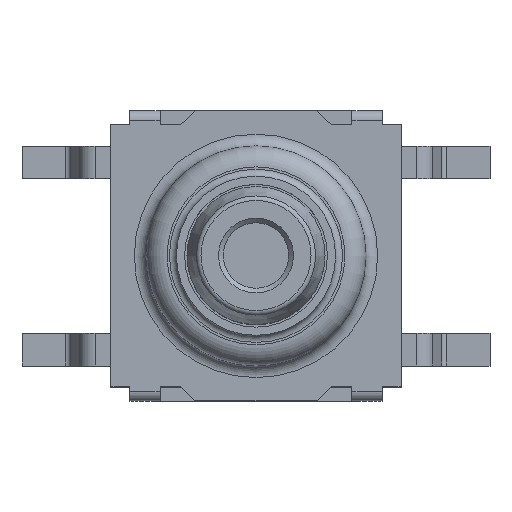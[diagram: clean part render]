
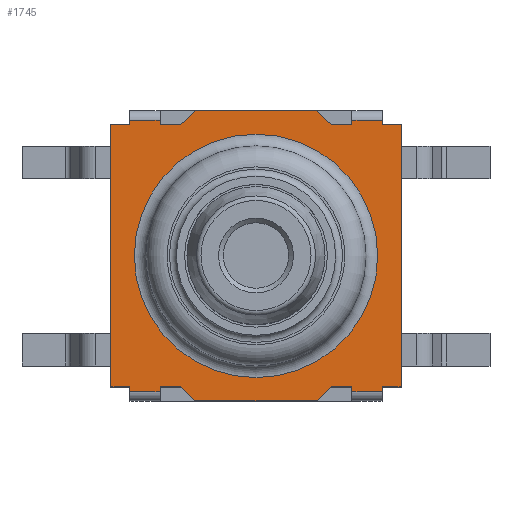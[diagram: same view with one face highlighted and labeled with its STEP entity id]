
A CAD part, top view. The second image highlights one B-rep face of the part: STEP entity #1745.
In plain terms, the highlighted planar face has unit normal (0, 0, 1).
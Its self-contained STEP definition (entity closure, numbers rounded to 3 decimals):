
#13=DIRECTION('',(0.,0.,1.));
#27=VECTOR('',#28,1.);
#28=DIRECTION('',(1.,0.,0.));
#56=VECTOR('',#57,1.);
#57=DIRECTION('',(1.,0.,0.));
#76=DIRECTION('',(0.,1.,0.));
#86=VECTOR('',#76,1.);
#92=VECTOR('',#93,1.);
#93=DIRECTION('',(-1.,0.,0.));
#97=VECTOR('',#98,1.);
#98=DIRECTION('',(0.,-1.,0.));
#229=VECTOR('',#230,1.);
#230=DIRECTION('',(0.,-1.,0.));
#245=DIRECTION('',(-1.,0.,0.));
#379=VECTOR('',#380,1.);
#380=DIRECTION('',(-1.,0.,0.));
#753=VECTOR('',#245,1.);
#825=VERTEX_POINT('',#826);
#826=CARTESIAN_POINT('',(-2.05,-2.8,2.9));
#828=ORIENTED_EDGE('',*,*,#829,.T.);
#829=EDGE_CURVE('',#825,#830,#832,.T.);
#830=VERTEX_POINT('',#831);
#831=CARTESIAN_POINT('',(-1.61,-2.8,2.9));
#832=LINE('',#833,#27);
#833=CARTESIAN_POINT('',(-3.1,-2.8,2.9));
#848=VECTOR('',#849,1.);
#849=DIRECTION('',(0.735,-0.678,0.));
#855=VECTOR('',#856,1.);
#856=DIRECTION('',(1.,0.,0.));
#860=VECTOR('',#861,1.);
#861=DIRECTION('',(0.735,0.678,0.));
#868=VERTEX_POINT('',#869);
#869=CARTESIAN_POINT('',(1.61,-2.8,2.9));
#871=ORIENTED_EDGE('',*,*,#872,.T.);
#872=EDGE_CURVE('',#868,#873,#832,.T.);
#873=VERTEX_POINT('',#874);
#874=CARTESIAN_POINT('',(2.05,-2.8,2.9));
#1337=VECTOR('',#1338,1.);
#1338=DIRECTION('',(0.,1.,0.));
#1353=DIRECTION('',(1.,0.,0.));
#1391=VERTEX_POINT('',#1392);
#1392=CARTESIAN_POINT('',(3.1,-2.8,2.9));
#1394=ORIENTED_EDGE('',*,*,#1395,.T.);
#1395=EDGE_CURVE('',#1391,#1396,#1398,.T.);
#1396=VERTEX_POINT('',#1397);
#1397=CARTESIAN_POINT('',(3.1,2.8,2.9));
#1398=LINE('',#1392,#86);
#1624=VERTEX_POINT('',#1625);
#1625=CARTESIAN_POINT('',(2.05,-2.9,2.9));
#1630=EDGE_CURVE('',#873,#1624,#1631,.T.);
#1631=LINE('',#874,#229);
#1658=VERTEX_POINT('',#1659);
#1659=CARTESIAN_POINT('',(-2.05,-2.9,2.9));
#1662=ORIENTED_EDGE('',*,*,#1663,.F.);
#1663=EDGE_CURVE('',#825,#1658,#1664,.T.);
#1664=LINE('',#826,#229);
#1675=VERTEX_POINT('',#1676);
#1676=CARTESIAN_POINT('',(-3.1,2.8,2.9));
#1678=ORIENTED_EDGE('',*,*,#1679,.T.);
#1679=EDGE_CURVE('',#1675,#1680,#1681,.T.);
#1680=VERTEX_POINT('',#833);
#1681=LINE('',#1676,#97);
#1697=VERTEX_POINT('',#1698);
#1698=CARTESIAN_POINT('',(-2.7,-2.8,2.9));
#1700=ORIENTED_EDGE('',*,*,#1701,.T.);
#1701=EDGE_CURVE('',#1697,#1702,#1704,.T.);
#1702=VERTEX_POINT('',#1703);
#1703=CARTESIAN_POINT('',(-2.7,-2.9,2.9));
#1704=LINE('',#1698,#229);
#1725=ORIENTED_EDGE('',*,*,#1726,.T.);
#1726=EDGE_CURVE('',#1680,#1697,#832,.T.);
#1732=ORIENTED_EDGE('',*,*,#1733,.T.);
#1733=EDGE_CURVE('',#830,#1734,#1736,.T.);
#1734=VERTEX_POINT('',#1735);
#1735=CARTESIAN_POINT('',(-1.285,-3.1,2.9));
#1736=LINE('',#831,#848);
#1745=ADVANCED_FACE('',(#1746,#1833),#1842,.T.);
#1746=FACE_BOUND('',#1747,.T.);
#1747=EDGE_LOOP('',(#1725,#1700,#1748,#1662,#828,#1732,#1751,#1756,#871,#1759,#1760,#1765,#1770,#1394,#1772,#1777,#1782,#1788,#1793,#1797,#1802,#1807,#1812,#1816,#1821,#1826,#1831,#1678));
#1748=ORIENTED_EDGE('',*,*,#1749,.F.);
#1749=EDGE_CURVE('',#1658,#1702,#1750,.T.);
#1750=LINE('',#1659,#753);
#1751=ORIENTED_EDGE('',*,*,#1752,.T.);
#1752=EDGE_CURVE('',#1734,#1753,#1755,.T.);
#1753=VERTEX_POINT('',#1754);
#1754=CARTESIAN_POINT('',(1.285,-3.1,2.9));
#1755=LINE('',#1735,#855);
#1756=ORIENTED_EDGE('',*,*,#1757,.T.);
#1757=EDGE_CURVE('',#1753,#868,#1758,.T.);
#1758=LINE('',#1754,#860);
#1759=ORIENTED_EDGE('',*,*,#1630,.T.);
#1760=ORIENTED_EDGE('',*,*,#1761,.T.);
#1761=EDGE_CURVE('',#1624,#1762,#1764,.T.);
#1762=VERTEX_POINT('',#1763);
#1763=CARTESIAN_POINT('',(2.7,-2.9,2.9));
#1764=LINE('',#1625,#56);
#1765=ORIENTED_EDGE('',*,*,#1766,.F.);
#1766=EDGE_CURVE('',#1767,#1762,#1769,.T.);
#1767=VERTEX_POINT('',#1768);
#1768=CARTESIAN_POINT('',(2.7,-2.8,2.9));
#1769=LINE('',#1768,#229);
#1770=ORIENTED_EDGE('',*,*,#1771,.T.);
#1771=EDGE_CURVE('',#1767,#1391,#832,.T.);
#1772=ORIENTED_EDGE('',*,*,#1773,.T.);
#1773=EDGE_CURVE('',#1396,#1774,#1776,.T.);
#1774=VERTEX_POINT('',#1775);
#1775=CARTESIAN_POINT('',(2.7,2.8,2.9));
#1776=LINE('',#1397,#92);
#1777=ORIENTED_EDGE('',*,*,#1778,.T.);
#1778=EDGE_CURVE('',#1774,#1779,#1781,.T.);
#1779=VERTEX_POINT('',#1780);
#1780=CARTESIAN_POINT('',(2.7,2.9,2.9));
#1781=LINE('',#1775,#1337);
#1782=ORIENTED_EDGE('',*,*,#1783,.F.);
#1783=EDGE_CURVE('',#1784,#1779,#1786,.T.);
#1784=VERTEX_POINT('',#1785);
#1785=CARTESIAN_POINT('',(2.05,2.9,2.9));
#1786=LINE('',#1785,#1787);
#1787=VECTOR('',#1353,1.);
#1788=ORIENTED_EDGE('',*,*,#1789,.F.);
#1789=EDGE_CURVE('',#1790,#1784,#1792,.T.);
#1790=VERTEX_POINT('',#1791);
#1791=CARTESIAN_POINT('',(2.05,2.8,2.9));
#1792=LINE('',#1791,#1337);
#1793=ORIENTED_EDGE('',*,*,#1794,.T.);
#1794=EDGE_CURVE('',#1790,#1795,#1776,.T.);
#1795=VERTEX_POINT('',#1796);
#1796=CARTESIAN_POINT('',(1.61,2.8,2.9));
#1797=ORIENTED_EDGE('',*,*,#1798,.F.);
#1798=EDGE_CURVE('',#1799,#1795,#1801,.T.);
#1799=VERTEX_POINT('',#1800);
#1800=CARTESIAN_POINT('',(1.285,3.1,2.9));
#1801=LINE('',#1800,#848);
#1802=ORIENTED_EDGE('',*,*,#1803,.F.);
#1803=EDGE_CURVE('',#1804,#1799,#1806,.T.);
#1804=VERTEX_POINT('',#1805);
#1805=CARTESIAN_POINT('',(-1.285,3.1,2.9));
#1806=LINE('',#1805,#1787);
#1807=ORIENTED_EDGE('',*,*,#1808,.F.);
#1808=EDGE_CURVE('',#1809,#1804,#1811,.T.);
#1809=VERTEX_POINT('',#1810);
#1810=CARTESIAN_POINT('',(-1.61,2.8,2.9));
#1811=LINE('',#1810,#860);
#1812=ORIENTED_EDGE('',*,*,#1813,.T.);
#1813=EDGE_CURVE('',#1809,#1814,#1776,.T.);
#1814=VERTEX_POINT('',#1815);
#1815=CARTESIAN_POINT('',(-2.05,2.8,2.9));
#1816=ORIENTED_EDGE('',*,*,#1817,.T.);
#1817=EDGE_CURVE('',#1814,#1818,#1820,.T.);
#1818=VERTEX_POINT('',#1819);
#1819=CARTESIAN_POINT('',(-2.05,2.9,2.9));
#1820=LINE('',#1815,#1337);
#1821=ORIENTED_EDGE('',*,*,#1822,.T.);
#1822=EDGE_CURVE('',#1818,#1823,#1825,.T.);
#1823=VERTEX_POINT('',#1824);
#1824=CARTESIAN_POINT('',(-2.7,2.9,2.9));
#1825=LINE('',#1819,#379);
#1826=ORIENTED_EDGE('',*,*,#1827,.F.);
#1827=EDGE_CURVE('',#1828,#1823,#1830,.T.);
#1828=VERTEX_POINT('',#1829);
#1829=CARTESIAN_POINT('',(-2.7,2.8,2.9));
#1830=LINE('',#1829,#1337);
#1831=ORIENTED_EDGE('',*,*,#1832,.T.);
#1832=EDGE_CURVE('',#1828,#1675,#1776,.T.);
#1833=FACE_BOUND('',#1834,.T.);
#1834=EDGE_LOOP('',(#1835));
#1835=ORIENTED_EDGE('',*,*,#1836,.F.);
#1836=EDGE_CURVE('',#1837,#1837,#1839,.T.);
#1837=VERTEX_POINT('',#1838);
#1838=CARTESIAN_POINT('',(2.6,0.,2.9));
#1839=CIRCLE('',#1840,2.6);
#1840=AXIS2_PLACEMENT_3D('',#1841,#13,#28);
#1841=CARTESIAN_POINT('',(0.,0.,2.9));
#1842=PLANE('',#1840);
